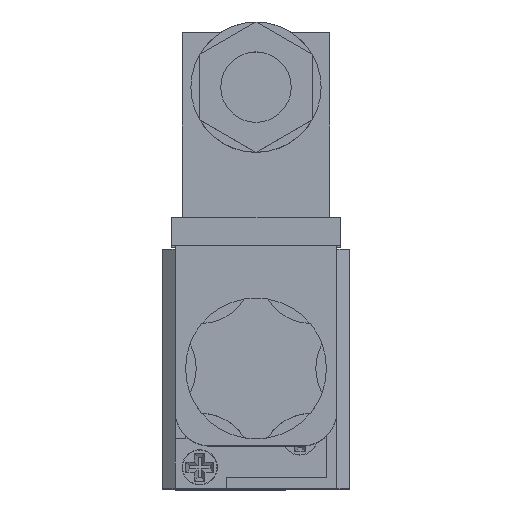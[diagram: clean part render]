
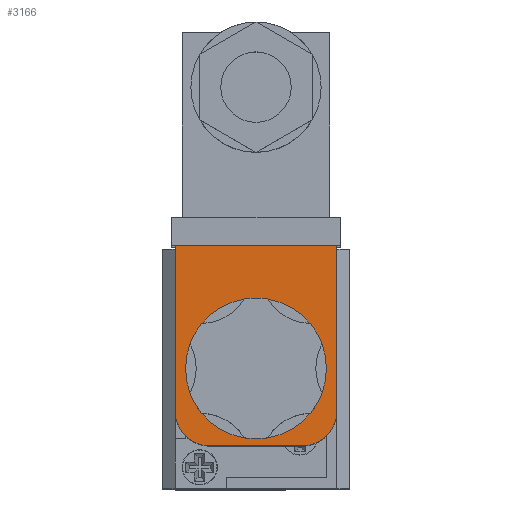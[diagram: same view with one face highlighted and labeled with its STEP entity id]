
A CAD part, top view. The second image highlights one B-rep face of the part: STEP entity #3166.
In plain terms, the highlighted face is planar.
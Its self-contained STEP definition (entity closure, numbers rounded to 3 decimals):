
#274 = EDGE_CURVE ( 'NONE', #6558, #6557, #2297, .T. ) ;
#2297 = CIRCLE ( 'NONE', #8872, 10. ) ;
#2839 = PLANE ( 'NONE',  #10247 ) ;
#2840 = CARTESIAN_POINT ( 'NONE',  ( 0., -9.25, 6.5 ) ) ;
#2841 = DIRECTION ( 'NONE',  ( 1., 0., 0. ) ) ;
#2842 = DIRECTION ( 'NONE',  ( 0., 0., -1. ) ) ;
#3166 = ADVANCED_FACE ( 'NONE', ( #4463, #4464 ), #2839, .T. ) ;
#3231 = LINE ( 'NONE', #8059, #3232 ) ;
#3232 = VECTOR ( 'NONE', #8060, 1000. ) ;
#3233 = LINE ( 'NONE', #8061, #3234 ) ;
#3234 = VECTOR ( 'NONE', #8062, 1000. ) ;
#3235 = LINE ( 'NONE', #8063, #3236 ) ;
#3236 = VECTOR ( 'NONE', #8064, 1000. ) ;
#3237 = LINE ( 'NONE', #8068, #3239 ) ;
#3238 = CIRCLE ( 'NONE', #10292, 5. ) ;
#3239 = VECTOR ( 'NONE', #8069, 1000. ) ;
#3240 = CIRCLE ( 'NONE', #10293, 5. ) ;
#3241 = CIRCLE ( 'NONE', #10294, 10. ) ;
#4463 = FACE_OUTER_BOUND ( 'NONE', #9673, .T. ) ;
#4464 = FACE_BOUND ( 'NONE', #9674, .T. ) ;
#4577 = EDGE_CURVE ( 'NONE', #6613, #6614, #3231, .T. ) ;
#4578 = EDGE_CURVE ( 'NONE', #6614, #6615, #3233, .T. ) ;
#4579 = EDGE_CURVE ( 'NONE', #6615, #6616, #3235, .T. ) ;
#4580 = EDGE_CURVE ( 'NONE', #6616, #6617, #3238, .T. ) ;
#4581 = EDGE_CURVE ( 'NONE', #6617, #6618, #3237, .T. ) ;
#4582 = EDGE_CURVE ( 'NONE', #6618, #6613, #3240, .T. ) ;
#4583 = EDGE_CURVE ( 'NONE', #6557, #6558, #3241, .T. ) ;
#4961 = ORIENTED_EDGE ( 'NONE', *, *, #4577, .T. ) ;
#4962 = ORIENTED_EDGE ( 'NONE', *, *, #4578, .T. ) ;
#4963 = ORIENTED_EDGE ( 'NONE', *, *, #4579, .T. ) ;
#4964 = ORIENTED_EDGE ( 'NONE', *, *, #4580, .T. ) ;
#4965 = ORIENTED_EDGE ( 'NONE', *, *, #4581, .T. ) ;
#4966 = ORIENTED_EDGE ( 'NONE', *, *, #4582, .T. ) ;
#4967 = ORIENTED_EDGE ( 'NONE', *, *, #274, .T. ) ;
#4968 = ORIENTED_EDGE ( 'NONE', *, *, #4583, .T. ) ;
#5637 = CARTESIAN_POINT ( 'NONE',  ( 0., -3.25, 0. ) ) ;
#5638 = DIRECTION ( 'NONE',  ( -1., 0., 0. ) ) ;
#5639 = DIRECTION ( 'NONE',  ( 0., 0., 1. ) ) ;
#6557 = VERTEX_POINT ( 'NONE', #7601 ) ;
#6558 = VERTEX_POINT ( 'NONE', #7602 ) ;
#6613 = VERTEX_POINT ( 'NONE', #7657 ) ;
#6614 = VERTEX_POINT ( 'NONE', #7658 ) ;
#6615 = VERTEX_POINT ( 'NONE', #7659 ) ;
#6616 = VERTEX_POINT ( 'NONE', #7660 ) ;
#6617 = VERTEX_POINT ( 'NONE', #7661 ) ;
#6618 = VERTEX_POINT ( 'NONE', #7662 ) ;
#7601 = CARTESIAN_POINT ( 'NONE',  ( 0., -3.25, -10. ) ) ;
#7602 = CARTESIAN_POINT ( 'NONE',  ( 0., -3.25, 10. ) ) ;
#7657 = CARTESIAN_POINT ( 'NONE',  ( 0., -9.25, -11.5 ) ) ;
#7658 = CARTESIAN_POINT ( 'NONE',  ( 0., 14.25, -11.5 ) ) ;
#7659 = CARTESIAN_POINT ( 'NONE',  ( 0., 14.25, 11.5 ) ) ;
#7660 = CARTESIAN_POINT ( 'NONE',  ( 0., -9.25, 11.5 ) ) ;
#7661 = CARTESIAN_POINT ( 'NONE',  ( 0., -14.25, 6.5 ) ) ;
#7662 = CARTESIAN_POINT ( 'NONE',  ( 0., -14.25, -6.5 ) ) ;
#8059 = CARTESIAN_POINT ( 'NONE',  ( 0., -9.25, -11.5 ) ) ;
#8060 = DIRECTION ( 'NONE',  ( 0., 1., 0. ) ) ;
#8061 = CARTESIAN_POINT ( 'NONE',  ( 0., 14.25, 11.5 ) ) ;
#8062 = DIRECTION ( 'NONE',  ( 0., 0., 1. ) ) ;
#8063 = CARTESIAN_POINT ( 'NONE',  ( 0., -9.25, 11.5 ) ) ;
#8064 = DIRECTION ( 'NONE',  ( 0., -1., 0. ) ) ;
#8065 = CARTESIAN_POINT ( 'NONE',  ( 0., -9.25, 6.5 ) ) ;
#8066 = DIRECTION ( 'NONE',  ( 1., 0., 0. ) ) ;
#8067 = DIRECTION ( 'NONE',  ( 0., 0., -1. ) ) ;
#8068 = CARTESIAN_POINT ( 'NONE',  ( 0., -14.25, 6.5 ) ) ;
#8069 = DIRECTION ( 'NONE',  ( 0., 0., -1. ) ) ;
#8070 = CARTESIAN_POINT ( 'NONE',  ( 0., -9.25, -6.5 ) ) ;
#8071 = DIRECTION ( 'NONE',  ( 1., 0., 0. ) ) ;
#8072 = DIRECTION ( 'NONE',  ( 0., 0., 1. ) ) ;
#8073 = CARTESIAN_POINT ( 'NONE',  ( 0., -3.25, 0. ) ) ;
#8074 = DIRECTION ( 'NONE',  ( -1., 0., 0. ) ) ;
#8075 = DIRECTION ( 'NONE',  ( 0., 0., 1. ) ) ;
#8872 = AXIS2_PLACEMENT_3D ( 'NONE', #5637, #5638, #5639 ) ;
#9673 = EDGE_LOOP ( 'NONE', ( #4961, #4962, #4963, #4964, #4965, #4966 ) ) ;
#9674 = EDGE_LOOP ( 'NONE', ( #4967, #4968 ) ) ;
#10247 = AXIS2_PLACEMENT_3D ( 'NONE', #2840, #2841, #2842 ) ;
#10292 = AXIS2_PLACEMENT_3D ( 'NONE', #8065, #8066, #8067 ) ;
#10293 = AXIS2_PLACEMENT_3D ( 'NONE', #8070, #8071, #8072 ) ;
#10294 = AXIS2_PLACEMENT_3D ( 'NONE', #8073, #8074, #8075 ) ;
